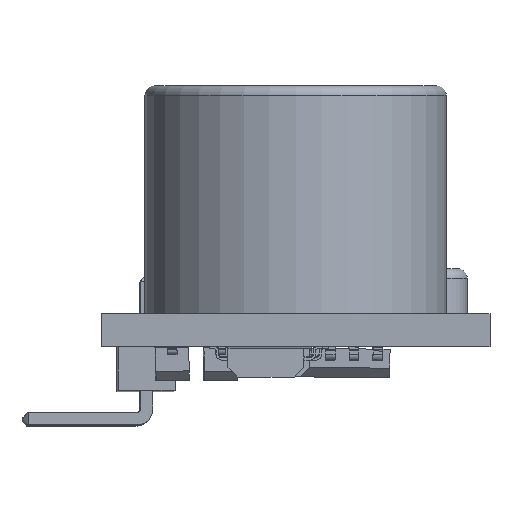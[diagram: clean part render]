
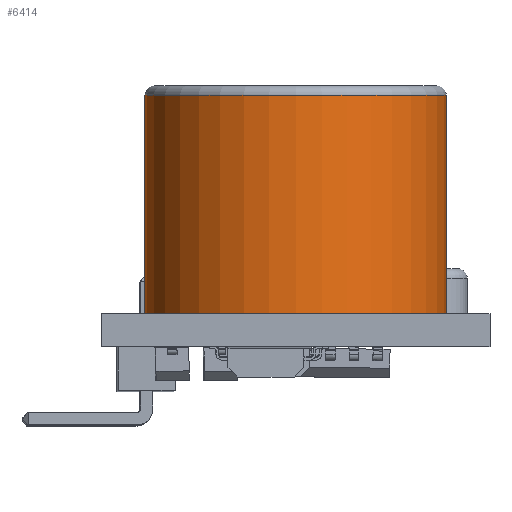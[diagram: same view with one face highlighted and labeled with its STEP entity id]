
A CAD part, front view. The second image highlights one B-rep face of the part: STEP entity #6414.
In plain terms, the highlighted cylindrical face has radius 7.94 mm (diameter 15.88 mm), a partial arc.
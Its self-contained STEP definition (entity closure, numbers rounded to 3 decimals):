
#154 = DIRECTION ( 'NONE',  ( 1., 0., 0. ) ) ;
#256 = FACE_OUTER_BOUND ( 'NONE', #4868, .T. ) ;
#503 = VERTEX_POINT ( 'NONE', #8784 ) ;
#789 = VERTEX_POINT ( 'NONE', #10228 ) ;
#1019 = DIRECTION ( 'NONE',  ( 0., -1., 0. ) ) ;
#1226 = DIRECTION ( 'NONE',  ( 0., 1., 0. ) ) ;
#1297 = CARTESIAN_POINT ( 'NONE',  ( 7.94, 0., 0. ) ) ;
#1658 = CARTESIAN_POINT ( 'NONE',  ( -7.94, 0., 0. ) ) ;
#1776 = CARTESIAN_POINT ( 'NONE',  ( 7.94, 0., 0. ) ) ;
#2055 = DIRECTION ( 'NONE',  ( -1., 0., 0. ) ) ;
#2688 = AXIS2_PLACEMENT_3D ( 'NONE', #9862, #1019, #154 ) ;
#2749 = VERTEX_POINT ( 'NONE', #1776 ) ;
#3004 = CARTESIAN_POINT ( 'NONE',  ( 0., 0., 0. ) ) ;
#3584 = AXIS2_PLACEMENT_3D ( 'NONE', #3004, #1226, #2055 ) ;
#3691 = EDGE_CURVE ( 'NONE', #789, #2749, #7228, .T. ) ;
#3932 = VECTOR ( 'NONE', #6362, 1000. ) ;
#4154 = ORIENTED_EDGE ( 'NONE', *, *, #7928, .T. ) ;
#4868 = EDGE_LOOP ( 'NONE', ( #4154, #5366, #7825, #10988 ) ) ;
#5366 = ORIENTED_EDGE ( 'NONE', *, *, #3691, .T. ) ;
#5433 = LINE ( 'NONE', #7944, #3932 ) ;
#5944 = EDGE_CURVE ( 'NONE', #2749, #10216, #6230, .T. ) ;
#6043 = DIRECTION ( 'NONE',  ( -1., 0., 0. ) ) ;
#6230 = CIRCLE ( 'NONE', #2688, 7.94 ) ;
#6362 = DIRECTION ( 'NONE',  ( 0., 1., 0. ) ) ;
#6414 = ADVANCED_FACE ( 'NONE', ( #256 ), #10252, .T. ) ;
#7228 = LINE ( 'NONE', #1297, #10107 ) ;
#7526 = AXIS2_PLACEMENT_3D ( 'NONE', #7783, #10492, #6043 ) ;
#7783 = CARTESIAN_POINT ( 'NONE',  ( 0., -11.5, 0. ) ) ;
#7825 = ORIENTED_EDGE ( 'NONE', *, *, #5944, .T. ) ;
#7928 = EDGE_CURVE ( 'NONE', #503, #789, #11269, .T. ) ;
#7944 = CARTESIAN_POINT ( 'NONE',  ( -7.94, 0., 0. ) ) ;
#8421 = EDGE_CURVE ( 'NONE', #503, #10216, #5433, .T. ) ;
#8784 = CARTESIAN_POINT ( 'NONE',  ( -7.94, -11.5, 0. ) ) ;
#9862 = CARTESIAN_POINT ( 'NONE',  ( 0., 0., 0. ) ) ;
#10107 = VECTOR ( 'NONE', #10867, 1000. ) ;
#10216 = VERTEX_POINT ( 'NONE', #1658 ) ;
#10228 = CARTESIAN_POINT ( 'NONE',  ( 7.94, -11.5, 0. ) ) ;
#10252 = CYLINDRICAL_SURFACE ( 'NONE', #3584, 7.94 ) ;
#10492 = DIRECTION ( 'NONE',  ( 0., 1., 0. ) ) ;
#10867 = DIRECTION ( 'NONE',  ( 0., 1., 0. ) ) ;
#10988 = ORIENTED_EDGE ( 'NONE', *, *, #8421, .F. ) ;
#11269 = CIRCLE ( 'NONE', #7526, 7.94 ) ;
